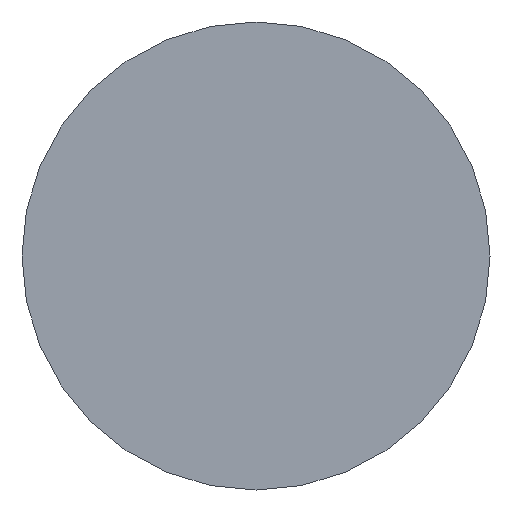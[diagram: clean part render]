
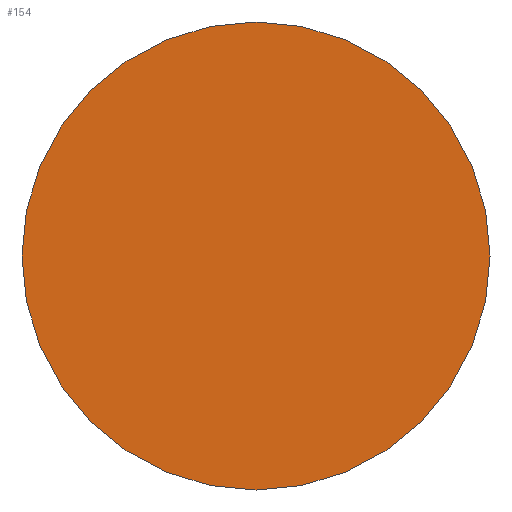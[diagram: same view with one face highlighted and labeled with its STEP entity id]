
A CAD part, front view. The second image highlights one B-rep face of the part: STEP entity #154.
In plain terms, the highlighted planar face has unit normal (0, -1, 0).
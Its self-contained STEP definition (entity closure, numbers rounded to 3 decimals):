
#38=CARTESIAN_POINT('',(0.,-3000.,0.));
#39=DIRECTION('',(0.,1.,0.));
#40=DIRECTION('',(1.,0.,0.));
#41=AXIS2_PLACEMENT_3D('',#38,#39,#40);
#43=CARTESIAN_POINT('',(0.,-3000.,0.));
#44=DIRECTION('',(0.,1.,0.));
#45=DIRECTION('',(-1.,0.,0.));
#46=AXIS2_PLACEMENT_3D('',#43,#44,#45);
#65=CARTESIAN_POINT('',(8.,-3000.,0.));
#66=CARTESIAN_POINT('',(-8.,-3000.,0.));
#67=VERTEX_POINT('',#65);
#68=VERTEX_POINT('',#66);
#145=CARTESIAN_POINT('',(0.,-3000.,0.));
#146=DIRECTION('',(0.,1.,0.));
#147=DIRECTION('',(1.,0.,0.));
#148=AXIS2_PLACEMENT_3D('',#145,#146,#147);
#149=PLANE('',#148);
#150=ORIENTED_EDGE('',*,*,#125,.T.);
#151=ORIENTED_EDGE('',*,*,#139,.T.);
#152=EDGE_LOOP('',(#150,#151));
#153=FACE_OUTER_BOUND('',#152,.F.);
#154=ADVANCED_FACE('',(#153),#149,.F.);
#42=CIRCLE('',#41,8.);
#47=CIRCLE('',#46,8.);
#125=EDGE_CURVE('',#67,#68,#42,.T.);
#139=EDGE_CURVE('',#68,#67,#47,.T.);
